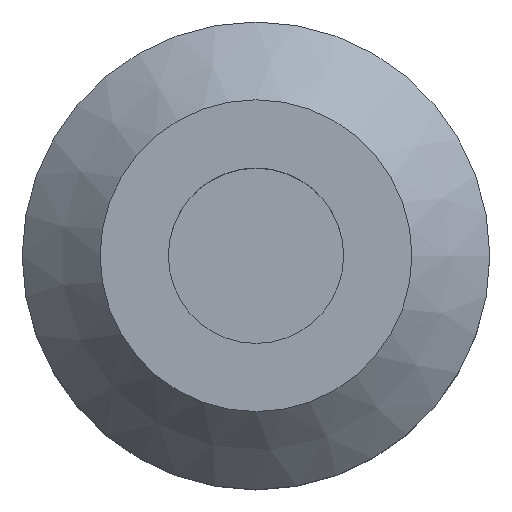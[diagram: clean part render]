
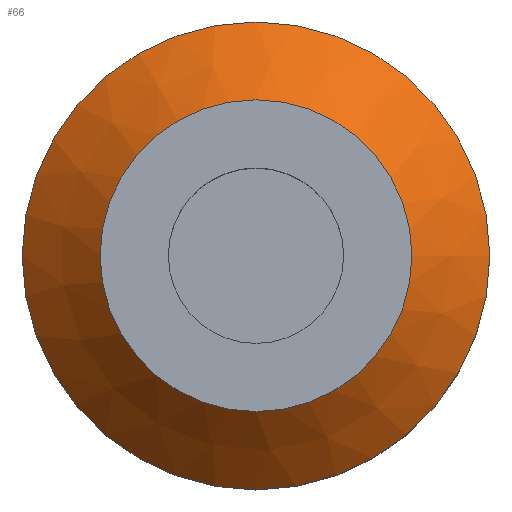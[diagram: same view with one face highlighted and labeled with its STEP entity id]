
A CAD part, top view. The second image highlights one B-rep face of the part: STEP entity #66.
In plain terms, the highlighted conical face has half-angle 45 degrees and reference radius 4 mm.
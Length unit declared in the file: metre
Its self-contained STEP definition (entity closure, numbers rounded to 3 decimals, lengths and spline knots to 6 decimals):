
#12=CONICAL_SURFACE('',#90,0.004,0.785);
#22=ORIENTED_EDGE('',*,*,#28,.F.);
#23=ORIENTED_EDGE('',*,*,#30,.F.);
#28=EDGE_CURVE('',#33,#33,#38,.F.);
#30=EDGE_CURVE('',#35,#35,#40,.T.);
#33=VERTEX_POINT('',#125);
#35=VERTEX_POINT('',#130);
#38=CIRCLE('',#86,0.006);
#40=CIRCLE('',#89,0.004);
#47=EDGE_LOOP('',(#22));
#48=EDGE_LOOP('',(#23));
#57=FACE_BOUND('',#47,.T.);
#58=FACE_BOUND('',#48,.T.);
#66=ADVANCED_FACE('',(#57,#58),#12,.T.);
#86=AXIS2_PLACEMENT_3D('',#124,#103,#104);
#89=AXIS2_PLACEMENT_3D('',#129,#109,#110);
#90=AXIS2_PLACEMENT_3D('',#131,#111,#112);
#103=DIRECTION('',(0.,0.,1.));
#104=DIRECTION('',(1.,0.,0.));
#109=DIRECTION('',(0.,0.,1.));
#110=DIRECTION('',(1.,0.,0.));
#111=DIRECTION('',(0.,0.,-1.));
#112=DIRECTION('',(-1.,0.,0.));
#124=CARTESIAN_POINT('',(0.,0.,0.002));
#125=CARTESIAN_POINT('',(0.006,0.,0.002));
#129=CARTESIAN_POINT('',(0.,0.,0.004));
#130=CARTESIAN_POINT('',(0.004,0.,0.004));
#131=CARTESIAN_POINT('',(0.,0.,0.004));
